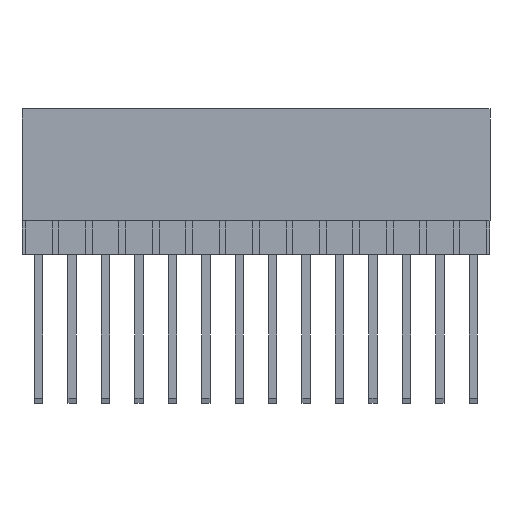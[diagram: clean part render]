
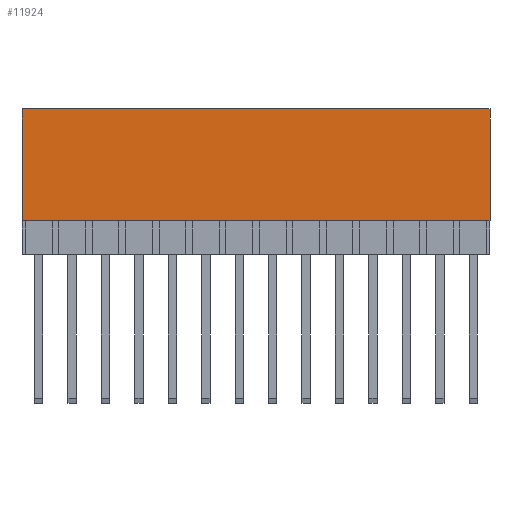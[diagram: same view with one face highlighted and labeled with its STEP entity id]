
A CAD part, front view. The second image highlights one B-rep face of the part: STEP entity #11924.
In plain terms, the highlighted planar face has unit normal (0, -1, 0).
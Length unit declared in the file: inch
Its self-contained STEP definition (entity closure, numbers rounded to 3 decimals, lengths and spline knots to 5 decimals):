
#132=FACE_OUTER_BOUND('',#774,.T.);
#774=EDGE_LOOP('',(#7821,#7822,#7823,#7824));
#1486=LINE('',#16301,#3218);
#1489=LINE('',#16307,#3221);
#1490=LINE('',#16309,#3222);
#1491=LINE('',#16310,#3223);
#3218=VECTOR('',#13271,0.3937);
#3221=VECTOR('',#13276,0.3937);
#3222=VECTOR('',#13277,0.3937);
#3223=VECTOR('',#13278,0.3937);
#4950=VERTEX_POINT('',#16298);
#4951=VERTEX_POINT('',#16300);
#4953=VERTEX_POINT('',#16306);
#4954=VERTEX_POINT('',#16308);
#6086=EDGE_CURVE('',#4950,#4951,#1486,.T.);
#6089=EDGE_CURVE('',#4950,#4953,#1489,.T.);
#6090=EDGE_CURVE('',#4953,#4954,#1490,.T.);
#6091=EDGE_CURVE('',#4951,#4954,#1491,.T.);
#7821=ORIENTED_EDGE('',*,*,#6089,.T.);
#7822=ORIENTED_EDGE('',*,*,#6090,.T.);
#7823=ORIENTED_EDGE('',*,*,#6091,.F.);
#7824=ORIENTED_EDGE('',*,*,#6086,.F.);
#11282=PLANE('',#12618);
#11924=ADVANCED_FACE('',(#132),#11282,.T.);
#12618=AXIS2_PLACEMENT_3D('',#16305,#13274,#13275);
#13271=DIRECTION('',(0.,0.,1.));
#13274=DIRECTION('center_axis',(0.,-1.,0.));
#13275=DIRECTION('ref_axis',(1.,0.,0.));
#13276=DIRECTION('',(1.,0.,0.));
#13277=DIRECTION('',(0.,0.,1.));
#13278=DIRECTION('',(1.,0.,0.));
#16298=CARTESIAN_POINT('',(0.,0.,0.));
#16300=CARTESIAN_POINT('',(0.,0.,0.335));
#16301=CARTESIAN_POINT('',(0.,0.,0.));
#16305=CARTESIAN_POINT('Origin',(0.,0.,0.));
#16306=CARTESIAN_POINT('',(1.4,0.,0.));
#16307=CARTESIAN_POINT('',(0.35,0.,0.));
#16308=CARTESIAN_POINT('',(1.4,0.,0.335));
#16309=CARTESIAN_POINT('',(1.4,0.,0.));
#16310=CARTESIAN_POINT('',(0.,0.,0.335));
